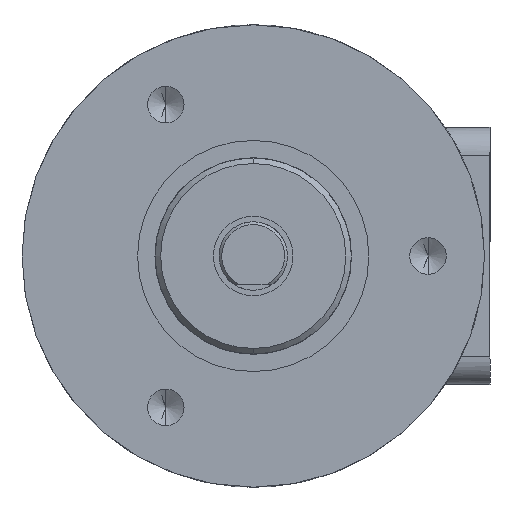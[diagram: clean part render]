
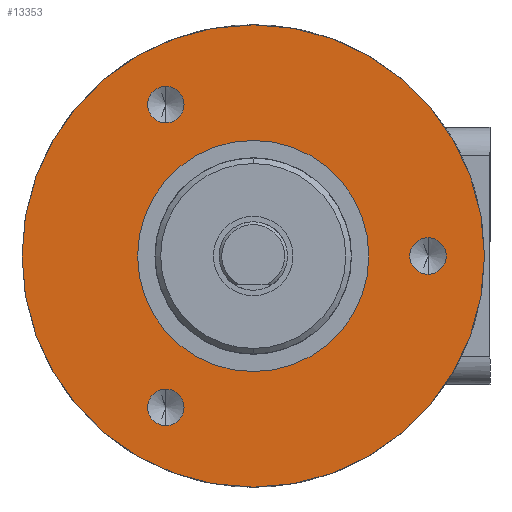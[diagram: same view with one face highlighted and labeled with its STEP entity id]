
A CAD part, front view. The second image highlights one B-rep face of the part: STEP entity #13353.
In plain terms, the highlighted planar face has unit normal (0, -1, 0).
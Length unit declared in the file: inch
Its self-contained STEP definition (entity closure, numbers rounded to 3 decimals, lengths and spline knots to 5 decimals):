
#207 = CARTESIAN_POINT ( 'NONE',  ( 0., 0.03, 0. ) ) ;
#420 = DIRECTION ( 'NONE',  ( 0., 1., 0. ) ) ;
#829 = VERTEX_POINT ( 'NONE', #3368 ) ;
#1043 = AXIS2_PLACEMENT_3D ( 'NONE', #7400, #6089, #9691 ) ;
#1138 = CARTESIAN_POINT ( 'NONE',  ( 0.94488, 0.03, 0.09843 ) ) ;
#1441 = AXIS2_PLACEMENT_3D ( 'NONE', #5510, #6468, #1844 ) ;
#1593 = DIRECTION ( 'NONE',  ( 0., 0., 1. ) ) ;
#1844 = DIRECTION ( 'NONE',  ( 0., 0., -1. ) ) ;
#1857 = DIRECTION ( 'NONE',  ( 0., 0., -1. ) ) ;
#2077 = ORIENTED_EDGE ( 'NONE', *, *, #11520, .F. ) ;
#2127 = FACE_OUTER_BOUND ( 'NONE', #16448, .T. ) ;
#2363 = EDGE_LOOP ( 'NONE', ( #12940, #16378 ) ) ;
#2385 = VERTEX_POINT ( 'NONE', #7555 ) ;
#2595 = DIRECTION ( 'NONE',  ( 0., 0., -1. ) ) ;
#2669 = CIRCLE ( 'NONE', #3712, 0.09843 ) ;
#2676 = DIRECTION ( 'NONE',  ( 0., 0., 1. ) ) ;
#2708 = CARTESIAN_POINT ( 'NONE',  ( -0.47244, 0.03, 0.71987 ) ) ;
#2788 = DIRECTION ( 'NONE',  ( 0., -1., 0. ) ) ;
#3017 = PLANE ( 'NONE',  #5296 ) ;
#3235 = AXIS2_PLACEMENT_3D ( 'NONE', #207, #11783, #2676 ) ;
#3362 = FACE_BOUND ( 'NONE', #12369, .T. ) ;
#3368 = CARTESIAN_POINT ( 'NONE',  ( 0.94488, 0.03, -0.09843 ) ) ;
#3378 = CIRCLE ( 'NONE', #11528, 0.09843 ) ;
#3712 = AXIS2_PLACEMENT_3D ( 'NONE', #14519, #14470, #13285 ) ;
#3840 = ORIENTED_EDGE ( 'NONE', *, *, #5613, .F. ) ;
#4079 = DIRECTION ( 'NONE',  ( 0., 0., -1. ) ) ;
#4465 = CIRCLE ( 'NONE', #1043, 1.25 ) ;
#4569 = VERTEX_POINT ( 'NONE', #2708 ) ;
#4626 = CARTESIAN_POINT ( 'NONE',  ( 0., 0.03, 1.25 ) ) ;
#5109 = CARTESIAN_POINT ( 'NONE',  ( 0., 0.03, 0. ) ) ;
#5200 = AXIS2_PLACEMENT_3D ( 'NONE', #8270, #9557, #1857 ) ;
#5296 = AXIS2_PLACEMENT_3D ( 'NONE', #10651, #10701, #13174 ) ;
#5466 = CARTESIAN_POINT ( 'NONE',  ( -0.47244, 0.03, -0.71987 ) ) ;
#5483 = DIRECTION ( 'NONE',  ( 0., 0., -1. ) ) ;
#5510 = CARTESIAN_POINT ( 'NONE',  ( 0.94488, 0.03, 0. ) ) ;
#5526 = CARTESIAN_POINT ( 'NONE',  ( -0.47244, 0.03, 0.91672 ) ) ;
#5610 = VERTEX_POINT ( 'NONE', #5526 ) ;
#5613 = EDGE_CURVE ( 'NONE', #4569, #5610, #2669, .T. ) ;
#5720 = EDGE_LOOP ( 'NONE', ( #10577, #15584 ) ) ;
#6089 = DIRECTION ( 'NONE',  ( 0., -1., 0. ) ) ;
#6227 = EDGE_CURVE ( 'NONE', #11945, #9868, #11369, .T. ) ;
#6305 = CIRCLE ( 'NONE', #7914, 0.09843 ) ;
#6348 = EDGE_CURVE ( 'NONE', #829, #6393, #6305, .T. ) ;
#6393 = VERTEX_POINT ( 'NONE', #1138 ) ;
#6412 = CIRCLE ( 'NONE', #1441, 0.09843 ) ;
#6468 = DIRECTION ( 'NONE',  ( 0., -1., 0. ) ) ;
#6767 = FACE_BOUND ( 'NONE', #5720, .T. ) ;
#6886 = ORIENTED_EDGE ( 'NONE', *, *, #7844, .T. ) ;
#7155 = FACE_BOUND ( 'NONE', #2363, .T. ) ;
#7175 = FACE_BOUND ( 'NONE', #15721, .T. ) ;
#7400 = CARTESIAN_POINT ( 'NONE',  ( 0., 0.03, 0. ) ) ;
#7555 = CARTESIAN_POINT ( 'NONE',  ( 0., 0.03, -1.25 ) ) ;
#7673 = VERTEX_POINT ( 'NONE', #5466 ) ;
#7698 = DIRECTION ( 'NONE',  ( 0., 0., -1. ) ) ;
#7844 = EDGE_CURVE ( 'NONE', #10829, #2385, #4465, .T. ) ;
#7914 = AXIS2_PLACEMENT_3D ( 'NONE', #9982, #13736, #2595 ) ;
#8270 = CARTESIAN_POINT ( 'NONE',  ( -0.47244, 0.03, -0.81829 ) ) ;
#8930 = DIRECTION ( 'NONE',  ( 0., -1., 0. ) ) ;
#9381 = CIRCLE ( 'NONE', #3235, 0.625 ) ;
#9557 = DIRECTION ( 'NONE',  ( 0., -1., 0. ) ) ;
#9691 = DIRECTION ( 'NONE',  ( 0., 0., -1. ) ) ;
#9868 = VERTEX_POINT ( 'NONE', #11627 ) ;
#9907 = ORIENTED_EDGE ( 'NONE', *, *, #12617, .T. ) ;
#9982 = CARTESIAN_POINT ( 'NONE',  ( 0.94488, 0.03, 0. ) ) ;
#10471 = AXIS2_PLACEMENT_3D ( 'NONE', #13193, #13135, #5483 ) ;
#10577 = ORIENTED_EDGE ( 'NONE', *, *, #6348, .F. ) ;
#10651 = CARTESIAN_POINT ( 'NONE',  ( 0., 0.03, -0.625 ) ) ;
#10701 = DIRECTION ( 'NONE',  ( 0., -1., 0. ) ) ;
#10829 = VERTEX_POINT ( 'NONE', #4626 ) ;
#11277 = CARTESIAN_POINT ( 'NONE',  ( -0.47244, 0.03, -0.91672 ) ) ;
#11369 = CIRCLE ( 'NONE', #11898, 0.625 ) ;
#11452 = EDGE_CURVE ( 'NONE', #9868, #11945, #9381, .T. ) ;
#11520 = EDGE_CURVE ( 'NONE', #5610, #4569, #3378, .T. ) ;
#11528 = AXIS2_PLACEMENT_3D ( 'NONE', #14257, #2788, #4079 ) ;
#11627 = CARTESIAN_POINT ( 'NONE',  ( 0., 0.03, 0.625 ) ) ;
#11783 = DIRECTION ( 'NONE',  ( 0., 1., 0. ) ) ;
#11898 = AXIS2_PLACEMENT_3D ( 'NONE', #15770, #420, #1593 ) ;
#11945 = VERTEX_POINT ( 'NONE', #13742 ) ;
#11968 = CIRCLE ( 'NONE', #5200, 0.09843 ) ;
#12369 = EDGE_LOOP ( 'NONE', ( #14291, #15651 ) ) ;
#12399 = CIRCLE ( 'NONE', #14028, 1.25 ) ;
#12617 = EDGE_CURVE ( 'NONE', #2385, #10829, #12399, .T. ) ;
#12783 = EDGE_CURVE ( 'NONE', #7673, #13521, #15206, .T. ) ;
#12940 = ORIENTED_EDGE ( 'NONE', *, *, #11452, .T. ) ;
#13135 = DIRECTION ( 'NONE',  ( 0., -1., 0. ) ) ;
#13174 = DIRECTION ( 'NONE',  ( 0., 0., -1. ) ) ;
#13193 = CARTESIAN_POINT ( 'NONE',  ( -0.47244, 0.03, -0.81829 ) ) ;
#13285 = DIRECTION ( 'NONE',  ( 0., 0., -1. ) ) ;
#13353 = ADVANCED_FACE ( 'NONE', ( #3362, #7175, #6767, #7155, #2127 ), #3017, .T. ) ;
#13521 = VERTEX_POINT ( 'NONE', #11277 ) ;
#13736 = DIRECTION ( 'NONE',  ( 0., -1., 0. ) ) ;
#13742 = CARTESIAN_POINT ( 'NONE',  ( 0., 0.03, -0.625 ) ) ;
#13869 = EDGE_CURVE ( 'NONE', #13521, #7673, #11968, .T. ) ;
#14028 = AXIS2_PLACEMENT_3D ( 'NONE', #5109, #8930, #7698 ) ;
#14257 = CARTESIAN_POINT ( 'NONE',  ( -0.47244, 0.03, 0.81829 ) ) ;
#14291 = ORIENTED_EDGE ( 'NONE', *, *, #13869, .F. ) ;
#14470 = DIRECTION ( 'NONE',  ( 0., -1., 0. ) ) ;
#14519 = CARTESIAN_POINT ( 'NONE',  ( -0.47244, 0.03, 0.81829 ) ) ;
#15206 = CIRCLE ( 'NONE', #10471, 0.09843 ) ;
#15584 = ORIENTED_EDGE ( 'NONE', *, *, #16106, .F. ) ;
#15651 = ORIENTED_EDGE ( 'NONE', *, *, #12783, .F. ) ;
#15721 = EDGE_LOOP ( 'NONE', ( #3840, #2077 ) ) ;
#15770 = CARTESIAN_POINT ( 'NONE',  ( 0., 0.03, 0. ) ) ;
#16106 = EDGE_CURVE ( 'NONE', #6393, #829, #6412, .T. ) ;
#16378 = ORIENTED_EDGE ( 'NONE', *, *, #6227, .T. ) ;
#16448 = EDGE_LOOP ( 'NONE', ( #6886, #9907 ) ) ;
